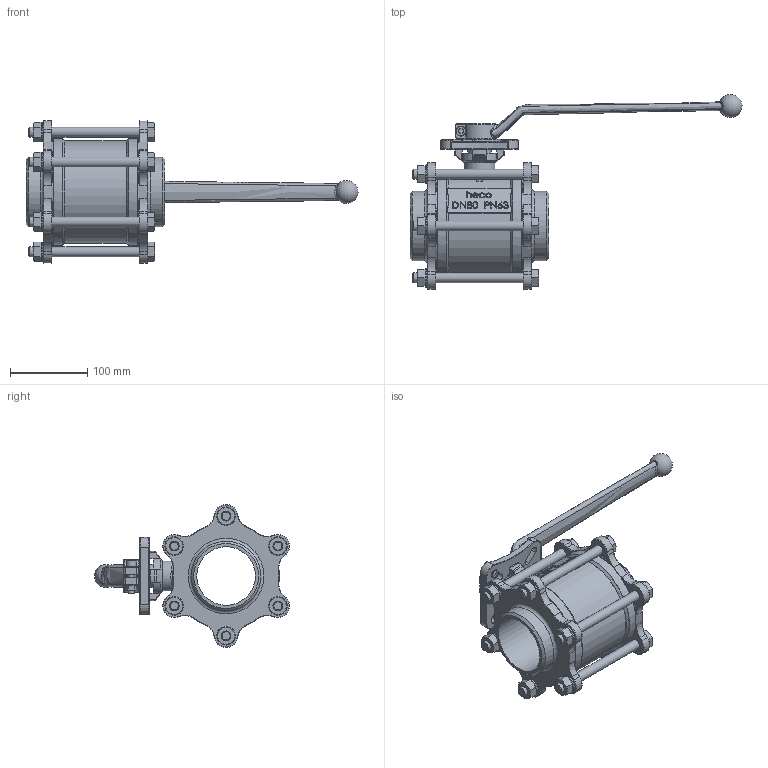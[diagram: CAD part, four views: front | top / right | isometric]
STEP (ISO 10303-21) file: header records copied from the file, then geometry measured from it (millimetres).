
FILE_DESCRIPTION (( 'STEP AP214' ), '1' );
FILE_NAME ('K3DA-300-0SS-4 Kugelhahn 3-teilig heco step214.STEP', '2013-03-06T08:04:21', ( 'test' ), ( '' ), 'SwSTEP 2.0', 'SolidWorks 2011', '' );
FILE_SCHEMA (( 'AUTOMOTIVE_DESIGN' ));
Length unit declared in the file: millimetre
Products named in the file (1): K3DA-300-0SS-4 Kugelhahn 3-teilig heco step214
Bounding box: 430 x 252.39 x 184.89 mm (x, y, z)
Volume: 1894009.1 mm3; surface area: 269968.6 mm2
Topology: 2 solids, 2 shells, 1474 faces, 3681 edges, 2253 vertices
Faces by surface type: plane 479, bspline 375, cylinder 293, torus 182, cone 130, sphere 15
Full cylindrical faces by diameter (mm): 8 x2, 11 x1, 12.7 x12, 13 x1, 14 x12, 24 x6, 30 x1, 40 x1, 43 x2, 48 x1, 76 x1, 90 x2, 137.98 x2, 138 x2
Entity records: 79289 total; most frequent: CARTESIAN_POINT 31278, ORIENTED_EDGE 7066, DIRECTION 5667, EDGE_CURVE 3533, VERTEX_POINT 2222, AXIS2_PLACEMENT_3D 2108, EDGE_LOOP 1669, FACE_OUTER_BOUND 1535
